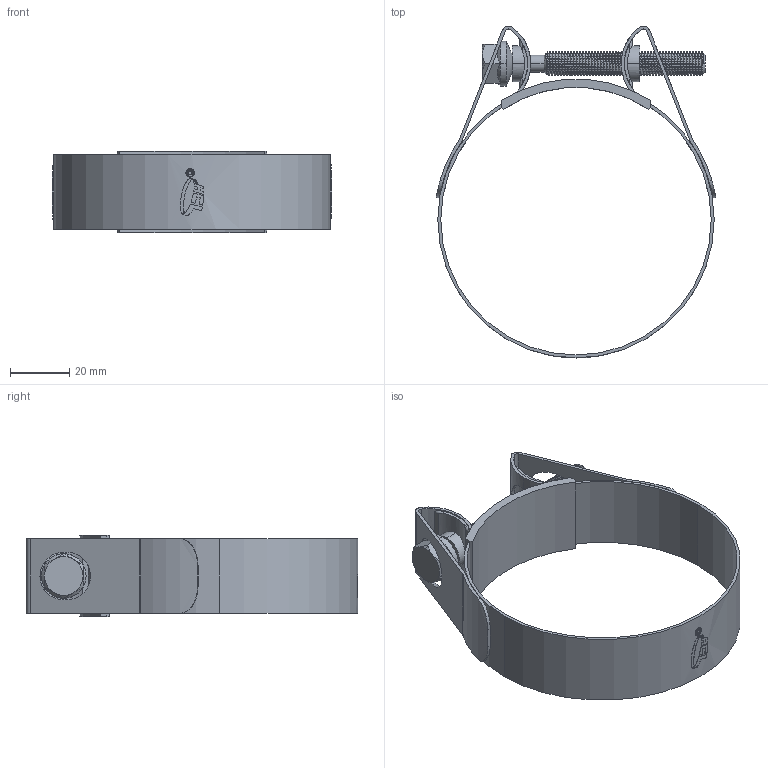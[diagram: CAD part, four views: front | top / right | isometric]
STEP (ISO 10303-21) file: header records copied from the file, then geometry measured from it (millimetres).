
FILE_DESCRIPTION (( 'STEP AP214' ), '1' );
FILE_NAME ('BBC-85-SUPRA-W2.step', '2025-06-05T13:54:31', ( '' ), ( '' ), 'SwSTEP 2.0', 'SolidWorks 2025', '' );
FILE_SCHEMA (( 'AUTOMOTIVE_DESIGN' ));
Length unit declared in the file: millimetre
Products named in the file (1): BBC-85-SUPRA-W2
Bounding box: 94.03 x 111.65 x 27.5 mm (x, y, z)
Volume: 16526.5 mm3; surface area: 28932.7 mm2
Topology: 5 solids, 5 shells, 349 faces, 952 edges, 621 vertices
Faces by surface type: cylinder 217, bspline 58, plane 46, cone 28
Entity records: 37473 total; most frequent: CARTESIAN_POINT 29852, ORIENTED_EDGE 1904, DIRECTION 1155, EDGE_CURVE 952, VERTEX_POINT 621, AXIS2_PLACEMENT_3D 406, EDGE_LOOP 369, FACE_OUTER_BOUND 349
